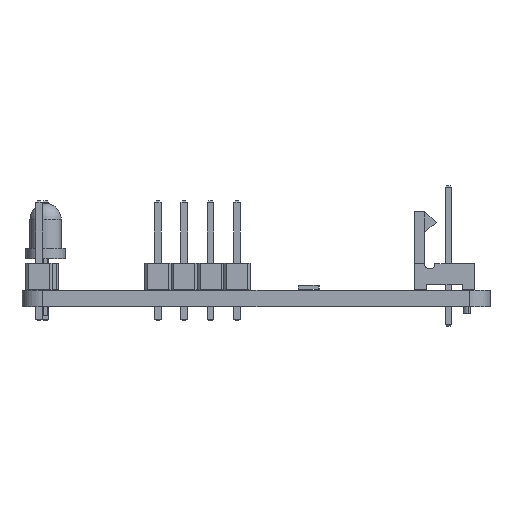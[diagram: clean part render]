
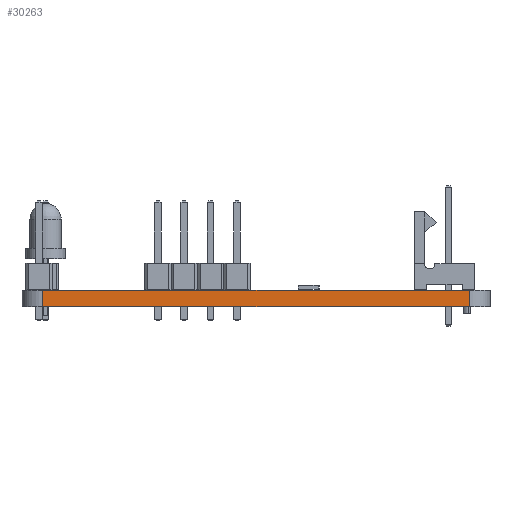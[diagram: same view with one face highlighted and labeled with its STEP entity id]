
A CAD part, left-side view. The second image highlights one B-rep face of the part: STEP entity #30263.
In plain terms, the highlighted planar face has unit normal (-1, 0, 0).
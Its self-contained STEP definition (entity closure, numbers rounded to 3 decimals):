
#25140 = CYLINDRICAL_SURFACE('',#25141,2.);
#25141 = AXIS2_PLACEMENT_3D('',#25142,#25143,#25144);
#25142 = CARTESIAN_POINT('',(-33.,-2.,0.));
#25143 = DIRECTION('',(0.,0.,-1.));
#25144 = DIRECTION('',(1.,0.,0.));
#25168 = PLANE('',#25169);
#25169 = AXIS2_PLACEMENT_3D('',#25170,#25171,#25172);
#25170 = CARTESIAN_POINT('',(0.,18.5,1.6));
#25171 = DIRECTION('',(0.,0.,1.));
#25172 = DIRECTION('',(1.,0.,0.));
#25222 = PLANE('',#25223);
#25223 = AXIS2_PLACEMENT_3D('',#25224,#25225,#25226);
#25224 = CARTESIAN_POINT('',(0.,18.5,0.));
#25225 = DIRECTION('',(0.,0.,1.));
#25226 = DIRECTION('',(1.,0.,0.));
#25237 = EDGE_CURVE('',#25238,#25240,#25242,.T.);
#25238 = VERTEX_POINT('',#25239);
#25239 = CARTESIAN_POINT('',(-35.,-2.,0.));
#25240 = VERTEX_POINT('',#25241);
#25241 = CARTESIAN_POINT('',(-35.,-2.,1.6));
#25242 = SURFACE_CURVE('',#25243,(#25247,#25254),.PCURVE_S1.);
#25243 = LINE('',#25244,#25245);
#25244 = CARTESIAN_POINT('',(-35.,-2.,0.));
#25245 = VECTOR('',#25246,1.);
#25246 = DIRECTION('',(0.,0.,1.));
#25247 = PCURVE('',#25140,#25248);
#25248 = DEFINITIONAL_REPRESENTATION('',(#25249),#25253);
#25249 = LINE('',#25250,#25251);
#25250 = CARTESIAN_POINT('',(-3.142,0.));
#25251 = VECTOR('',#25252,1.);
#25252 = DIRECTION('',(0.,-1.));
#25253 = ( GEOMETRIC_REPRESENTATION_CONTEXT(2) 
PARAMETRIC_REPRESENTATION_CONTEXT() REPRESENTATION_CONTEXT('2D SPACE',''
  ) );
#25254 = PCURVE('',#25255,#25260);
#25255 = PLANE('',#25256);
#25256 = AXIS2_PLACEMENT_3D('',#25257,#25258,#25259);
#25257 = CARTESIAN_POINT('',(-35.,39.,0.));
#25258 = DIRECTION('',(1.,0.,0.));
#25259 = DIRECTION('',(0.,-1.,0.));
#25260 = DEFINITIONAL_REPRESENTATION('',(#25261),#25265);
#25261 = LINE('',#25262,#25263);
#25262 = CARTESIAN_POINT('',(41.,0.));
#25263 = VECTOR('',#25264,1.);
#25264 = DIRECTION('',(0.,-1.));
#25265 = ( GEOMETRIC_REPRESENTATION_CONTEXT(2) 
PARAMETRIC_REPRESENTATION_CONTEXT() REPRESENTATION_CONTEXT('2D SPACE',''
  ) );
#25476 = VERTEX_POINT('',#25477);
#25477 = CARTESIAN_POINT('',(-35.,39.,0.));
#25492 = CYLINDRICAL_SURFACE('',#25493,2.);
#25493 = AXIS2_PLACEMENT_3D('',#25494,#25495,#25496);
#25494 = CARTESIAN_POINT('',(-33.,39.,0.));
#25495 = DIRECTION('',(0.,0.,-1.));
#25496 = DIRECTION('',(1.,0.,0.));
#25504 = EDGE_CURVE('',#25476,#25238,#25505,.T.);
#25505 = SURFACE_CURVE('',#25506,(#25510,#25517),.PCURVE_S1.);
#25506 = LINE('',#25507,#25508);
#25507 = CARTESIAN_POINT('',(-35.,39.,0.));
#25508 = VECTOR('',#25509,1.);
#25509 = DIRECTION('',(0.,-1.,0.));
#25510 = PCURVE('',#25222,#25511);
#25511 = DEFINITIONAL_REPRESENTATION('',(#25512),#25516);
#25512 = LINE('',#25513,#25514);
#25513 = CARTESIAN_POINT('',(-35.,20.5));
#25514 = VECTOR('',#25515,1.);
#25515 = DIRECTION('',(0.,-1.));
#25516 = ( GEOMETRIC_REPRESENTATION_CONTEXT(2) 
PARAMETRIC_REPRESENTATION_CONTEXT() REPRESENTATION_CONTEXT('2D SPACE',''
  ) );
#25517 = PCURVE('',#25255,#25518);
#25518 = DEFINITIONAL_REPRESENTATION('',(#25519),#25523);
#25519 = LINE('',#25520,#25521);
#25520 = CARTESIAN_POINT('',(0.,0.));
#25521 = VECTOR('',#25522,1.);
#25522 = DIRECTION('',(1.,0.));
#25523 = ( GEOMETRIC_REPRESENTATION_CONTEXT(2) 
PARAMETRIC_REPRESENTATION_CONTEXT() REPRESENTATION_CONTEXT('2D SPACE',''
  ) );
#28113 = VERTEX_POINT('',#28114);
#28114 = CARTESIAN_POINT('',(-35.,39.,1.6));
#28136 = EDGE_CURVE('',#28113,#25240,#28137,.T.);
#28137 = SURFACE_CURVE('',#28138,(#28142,#28149),.PCURVE_S1.);
#28138 = LINE('',#28139,#28140);
#28139 = CARTESIAN_POINT('',(-35.,39.,1.6));
#28140 = VECTOR('',#28141,1.);
#28141 = DIRECTION('',(0.,-1.,0.));
#28142 = PCURVE('',#25168,#28143);
#28143 = DEFINITIONAL_REPRESENTATION('',(#28144),#28148);
#28144 = LINE('',#28145,#28146);
#28145 = CARTESIAN_POINT('',(-35.,20.5));
#28146 = VECTOR('',#28147,1.);
#28147 = DIRECTION('',(0.,-1.));
#28148 = ( GEOMETRIC_REPRESENTATION_CONTEXT(2) 
PARAMETRIC_REPRESENTATION_CONTEXT() REPRESENTATION_CONTEXT('2D SPACE',''
  ) );
#28149 = PCURVE('',#25255,#28150);
#28150 = DEFINITIONAL_REPRESENTATION('',(#28151),#28155);
#28151 = LINE('',#28152,#28153);
#28152 = CARTESIAN_POINT('',(0.,-1.6));
#28153 = VECTOR('',#28154,1.);
#28154 = DIRECTION('',(1.,0.));
#28155 = ( GEOMETRIC_REPRESENTATION_CONTEXT(2) 
PARAMETRIC_REPRESENTATION_CONTEXT() REPRESENTATION_CONTEXT('2D SPACE',''
  ) );
#30263 = ADVANCED_FACE('',(#30264),#25255,.F.);
#30264 = FACE_BOUND('',#30265,.F.);
#30265 = EDGE_LOOP('',(#30266,#30287,#30288,#30289));
#30266 = ORIENTED_EDGE('',*,*,#30267,.T.);
#30267 = EDGE_CURVE('',#25476,#28113,#30268,.T.);
#30268 = SURFACE_CURVE('',#30269,(#30273,#30280),.PCURVE_S1.);
#30269 = LINE('',#30270,#30271);
#30270 = CARTESIAN_POINT('',(-35.,39.,0.));
#30271 = VECTOR('',#30272,1.);
#30272 = DIRECTION('',(0.,0.,1.));
#30273 = PCURVE('',#25255,#30274);
#30274 = DEFINITIONAL_REPRESENTATION('',(#30275),#30279);
#30275 = LINE('',#30276,#30277);
#30276 = CARTESIAN_POINT('',(0.,0.));
#30277 = VECTOR('',#30278,1.);
#30278 = DIRECTION('',(0.,-1.));
#30279 = ( GEOMETRIC_REPRESENTATION_CONTEXT(2) 
PARAMETRIC_REPRESENTATION_CONTEXT() REPRESENTATION_CONTEXT('2D SPACE',''
  ) );
#30280 = PCURVE('',#25492,#30281);
#30281 = DEFINITIONAL_REPRESENTATION('',(#30282),#30286);
#30282 = LINE('',#30283,#30284);
#30283 = CARTESIAN_POINT('',(-3.142,0.));
#30284 = VECTOR('',#30285,1.);
#30285 = DIRECTION('',(0.,-1.));
#30286 = ( GEOMETRIC_REPRESENTATION_CONTEXT(2) 
PARAMETRIC_REPRESENTATION_CONTEXT() REPRESENTATION_CONTEXT('2D SPACE',''
  ) );
#30287 = ORIENTED_EDGE('',*,*,#28136,.T.);
#30288 = ORIENTED_EDGE('',*,*,#25237,.F.);
#30289 = ORIENTED_EDGE('',*,*,#25504,.F.);
